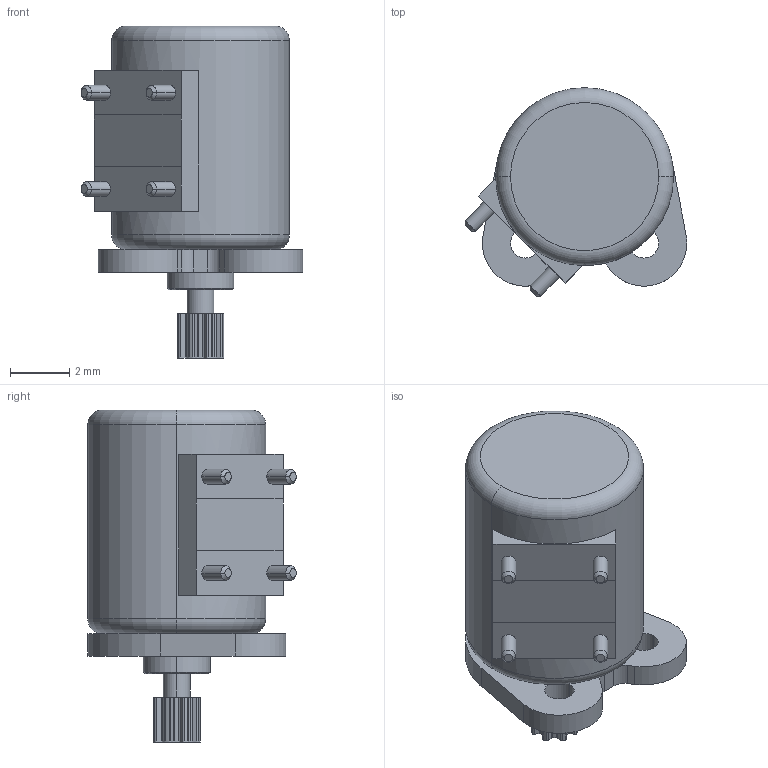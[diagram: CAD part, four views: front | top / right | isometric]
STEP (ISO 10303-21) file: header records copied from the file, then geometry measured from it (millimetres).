
FILE_DESCRIPTION (( 'STEP AP214' ), '1' );
FILE_NAME ('micro step motor.STEP', '2015-10-06T14:31:55', ( 'Silvio' ), ( '' ), 'SwSTEP 2.0', 'SolidWorks 2015', '' );
FILE_SCHEMA (( 'AUTOMOTIVE_DESIGN' ));
Length unit declared in the file: millimetre
Products named in the file (1): micro step motor
Bounding box: 7.48 x 7.03 x 11.2 mm (x, y, z)
Volume: 248.3 mm3; surface area: 323 mm2
Topology: 4 solids, 4 shells, 135 faces, 343 edges, 222 vertices
Faces by surface type: cylinder 74, plane 43, cone 14, torus 4
Entity records: 4380 total; most frequent: DIRECTION 789, CARTESIAN_POINT 701, ORIENTED_EDGE 686, EDGE_CURVE 343, AXIS2_PLACEMENT_3D 310, VERTEX_POINT 222, CIRCLE 174, LINE 169
